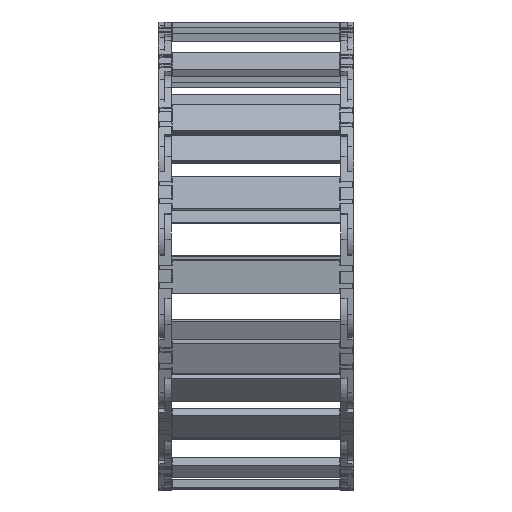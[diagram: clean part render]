
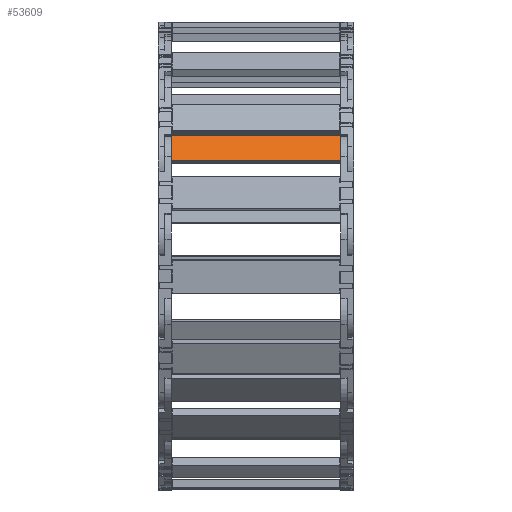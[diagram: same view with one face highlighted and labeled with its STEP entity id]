
A CAD part, left-side view. The second image highlights one B-rep face of the part: STEP entity #53609.
In plain terms, the highlighted planar face has unit normal (-0.792, 0, 0.61).
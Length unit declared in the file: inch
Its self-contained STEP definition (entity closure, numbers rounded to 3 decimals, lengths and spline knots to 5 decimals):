
#310 = ORIENTED_EDGE ( 'NONE', *, *, #5974, .F. ) ;
#1092 = VERTEX_POINT ( 'NONE', #55210 ) ;
#1342 = LINE ( 'NONE', #24657, #44709 ) ;
#1469 = DIRECTION ( 'NONE',  ( -0.61, 0., -0.792 ) ) ;
#3666 = VECTOR ( 'NONE', #51581, 39.37008 ) ;
#5974 = EDGE_CURVE ( 'NONE', #12477, #13089, #50820, .T. ) ;
#7406 = ORIENTED_EDGE ( 'NONE', *, *, #40480, .T. ) ;
#7883 = CARTESIAN_POINT ( 'NONE',  ( -26.27217, 4.05512, 7.21048 ) ) ;
#9945 = CARTESIAN_POINT ( 'NONE',  ( -26.0319, 0.00012, 7.52237 ) ) ;
#11023 = VERTEX_POINT ( 'NONE', #7883 ) ;
#12477 = VERTEX_POINT ( 'NONE', #48649 ) ;
#13089 = VERTEX_POINT ( 'NONE', #56958 ) ;
#20208 = VECTOR ( 'NONE', #49411, 39.37008 ) ;
#24657 = CARTESIAN_POINT ( 'NONE',  ( -25.79163, 2.02764, 7.83425 ) ) ;
#24720 = DIRECTION ( 'NONE',  ( 0.792, 0., -0.61 ) ) ;
#30197 = DIRECTION ( 'NONE',  ( 0., -1., 0. ) ) ;
#36034 = FACE_OUTER_BOUND ( 'NONE', #67157, .T. ) ;
#36857 = LINE ( 'NONE', #54759, #58563 ) ;
#37409 = ORIENTED_EDGE ( 'NONE', *, *, #51465, .T. ) ;
#40480 = EDGE_CURVE ( 'NONE', #1092, #11023, #36857, .T. ) ;
#42065 = EDGE_CURVE ( 'NONE', #13089, #11023, #49795, .T. ) ;
#44689 = CARTESIAN_POINT ( 'NONE',  ( -26.27217, 2.02764, 7.21048 ) ) ;
#44709 = VECTOR ( 'NONE', #55045, 39.37008 ) ;
#47319 = CARTESIAN_POINT ( 'NONE',  ( -26.0319, 2.02764, 7.52237 ) ) ;
#48649 = CARTESIAN_POINT ( 'NONE',  ( -25.79163, 0.00012, 7.83425 ) ) ;
#49411 = DIRECTION ( 'NONE',  ( 0., 1., 0. ) ) ;
#49795 = LINE ( 'NONE', #44689, #20208 ) ;
#50820 = LINE ( 'NONE', #9945, #3666 ) ;
#51465 = EDGE_CURVE ( 'NONE', #12477, #1092, #1342, .T. ) ;
#51581 = DIRECTION ( 'NONE',  ( -0.61, 0., -0.792 ) ) ;
#53609 = ADVANCED_FACE ( 'NONE', ( #36034 ), #59784, .F. ) ;
#54759 = CARTESIAN_POINT ( 'NONE',  ( -26.0319, 4.05512, 7.52237 ) ) ;
#55045 = DIRECTION ( 'NONE',  ( 0., 1., 0. ) ) ;
#55210 = CARTESIAN_POINT ( 'NONE',  ( -25.79163, 4.05512, 7.83425 ) ) ;
#56958 = CARTESIAN_POINT ( 'NONE',  ( -26.27217, 0.00012, 7.21048 ) ) ;
#58461 = AXIS2_PLACEMENT_3D ( 'NONE', #47319, #24720, #30197 ) ;
#58563 = VECTOR ( 'NONE', #1469, 39.37008 ) ;
#59784 = PLANE ( 'NONE',  #58461 ) ;
#65417 = ORIENTED_EDGE ( 'NONE', *, *, #42065, .F. ) ;
#67157 = EDGE_LOOP ( 'NONE', ( #7406, #65417, #310, #37409 ) ) ;
